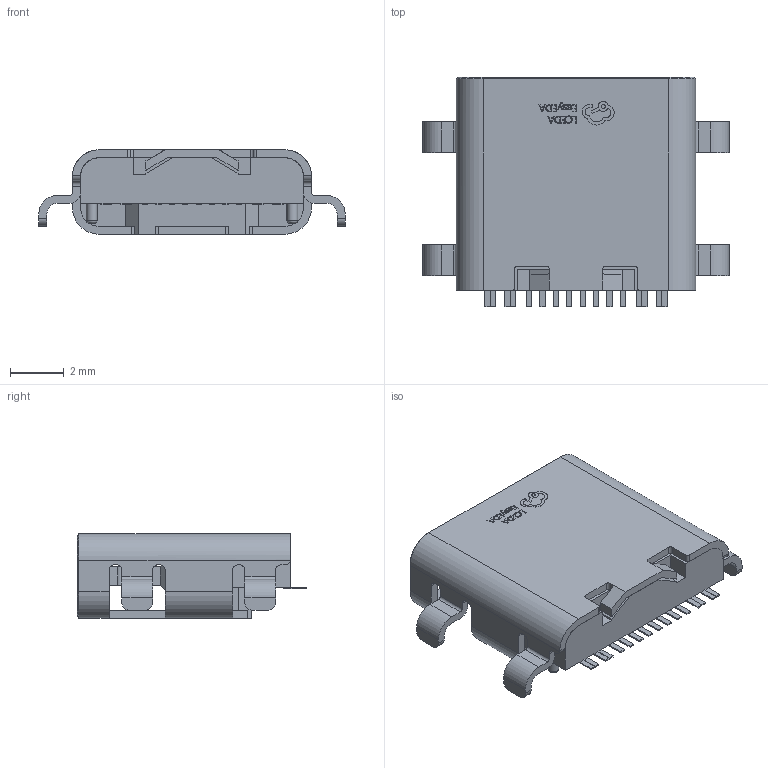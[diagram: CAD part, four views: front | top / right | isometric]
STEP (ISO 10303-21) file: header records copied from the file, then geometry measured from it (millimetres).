
FILE_DESCRIPTION (( 'STEP AP214' ), '1' );
FILE_NAME ('USB-C-SMD_12P-P0.50-H-F_TYPE-C-31-M-14.step', '2022-07-15T09:05:39', ( '' ), ( '' ), 'SwSTEP 2.0', 'SolidWorks 2020', '' );
FILE_SCHEMA (( 'AUTOMOTIVE_DESIGN' ));
Length unit declared in the file: millimetre
Products named in the file (1): USB-C-SMD_12P-P0.50-H-F_TYPE-C-31-M-14
Bounding box: 11.45 x 8.56 x 3.16 mm (x, y, z)
Volume: 118.2 mm3; surface area: 559.9 mm2
Topology: 26 solids, 26 shells, 838 faces, 2208 edges, 1428 vertices
Faces by surface type: plane 640, bspline 112, cylinder 74, cone 8, torus 4
Entity records: 36152 total; most frequent: CARTESIAN_POINT 6609, ORIENTED_EDGE 4416, DIRECTION 3582, EDGE_CURVE 2208, LINE 1812, VECTOR 1812, VERTEX_POINT 1428, AXIS2_PLACEMENT_3D 885
